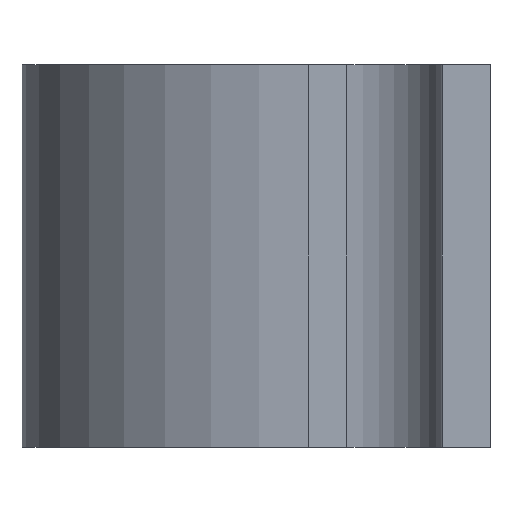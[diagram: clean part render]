
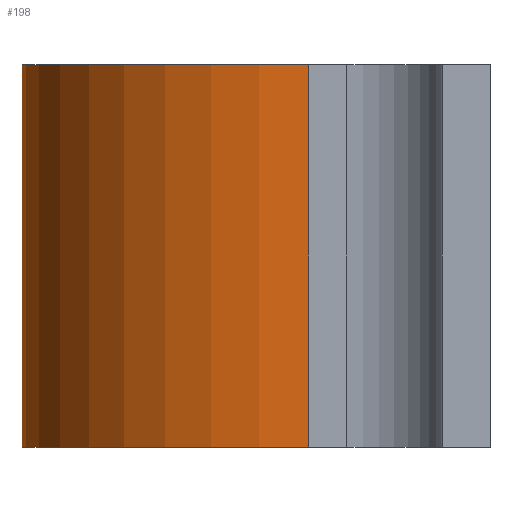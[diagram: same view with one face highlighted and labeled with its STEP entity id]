
A CAD part, left-side view. The second image highlights one B-rep face of the part: STEP entity #198.
In plain terms, the highlighted cylindrical face has radius 6 mm (diameter 12 mm), a partial arc.
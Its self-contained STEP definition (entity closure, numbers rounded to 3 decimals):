
#129 = ORIENTED_EDGE ( 'NONE', *, *, #370, .F. ) ;
#163 = VERTEX_POINT ( 'NONE', #544 ) ;
#188 = EDGE_LOOP ( 'NONE', ( #200, #199, #129, #220 ) ) ;
#198 = ADVANCED_FACE ( 'NONE', ( #612 ), #652, .T. ) ;
#199 = ORIENTED_EDGE ( 'NONE', *, *, #201, .F. ) ;
#200 = ORIENTED_EDGE ( 'NONE', *, *, #202, .T. ) ;
#201 = EDGE_CURVE ( 'NONE', #392, #163, #654, .T. ) ;
#202 = EDGE_CURVE ( 'NONE', #203, #163, #631, .T. ) ;
#203 = VERTEX_POINT ( 'NONE', #655 ) ;
#220 = ORIENTED_EDGE ( 'NONE', *, *, #241, .T. ) ;
#241 = EDGE_CURVE ( 'NONE', #303, #203, #704, .T. ) ;
#303 = VERTEX_POINT ( 'NONE', #778 ) ;
#370 = EDGE_CURVE ( 'NONE', #303, #392, #836, .T. ) ;
#392 = VERTEX_POINT ( 'NONE', #857 ) ;
#454 = CARTESIAN_POINT ( 'NONE',  ( 6., 0., 4. ) ) ;
#455 = DIRECTION ( 'NONE',  ( 0., 0., -1. ) ) ;
#461 = VECTOR ( 'NONE', #455, 1000. ) ;
#544 = CARTESIAN_POINT ( 'NONE',  ( -6., 0., -4. ) ) ;
#612 = FACE_OUTER_BOUND ( 'NONE', #188, .T. ) ;
#628 = AXIS2_PLACEMENT_3D ( 'NONE', #659, #658, #657 ) ;
#629 = AXIS2_PLACEMENT_3D ( 'NONE', #635, #634, #633 ) ;
#631 = CIRCLE ( 'NONE', #628, 6. ) ;
#633 = DIRECTION ( 'NONE',  ( -1., 0., 0. ) ) ;
#634 = DIRECTION ( 'NONE',  ( 0., 0., -1. ) ) ;
#635 = CARTESIAN_POINT ( 'NONE',  ( 0., 0., 4. ) ) ;
#645 = DIRECTION ( 'NONE',  ( 0., 0., -1. ) ) ;
#646 = VECTOR ( 'NONE', #645, 1000. ) ;
#647 = CARTESIAN_POINT ( 'NONE',  ( -6., 0., 4. ) ) ;
#652 = CYLINDRICAL_SURFACE ( 'NONE', #629, 6. ) ;
#654 = LINE ( 'NONE', #647, #646 ) ;
#655 = CARTESIAN_POINT ( 'NONE',  ( 6., 0., -4. ) ) ;
#657 = DIRECTION ( 'NONE',  ( 1., 0., 0. ) ) ;
#658 = DIRECTION ( 'NONE',  ( 0., 0., 1. ) ) ;
#659 = CARTESIAN_POINT ( 'NONE',  ( 0., 0., -4. ) ) ;
#704 = LINE ( 'NONE', #454, #461 ) ;
#778 = CARTESIAN_POINT ( 'NONE',  ( 6., 0., 4. ) ) ;
#831 = DIRECTION ( 'NONE',  ( 1., 0., 0. ) ) ;
#832 = DIRECTION ( 'NONE',  ( 0., 0., 1. ) ) ;
#833 = CARTESIAN_POINT ( 'NONE',  ( 0., 0., 4. ) ) ;
#834 = AXIS2_PLACEMENT_3D ( 'NONE', #833, #832, #831 ) ;
#836 = CIRCLE ( 'NONE', #834, 6. ) ;
#857 = CARTESIAN_POINT ( 'NONE',  ( -6., 0., 4. ) ) ;
